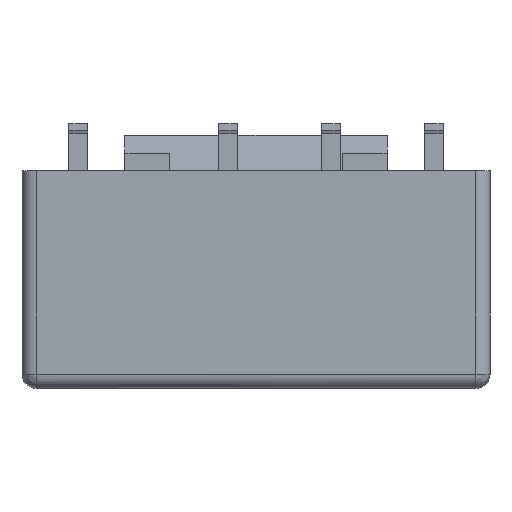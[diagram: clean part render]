
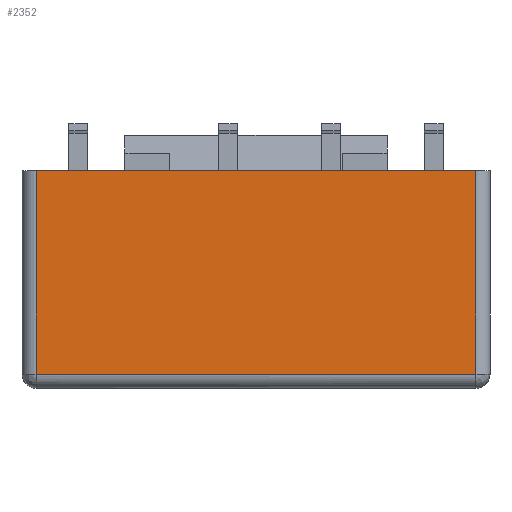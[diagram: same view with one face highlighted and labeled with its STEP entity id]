
A CAD part, front view. The second image highlights one B-rep face of the part: STEP entity #2352.
In plain terms, the highlighted planar face has unit normal (0, -1, 0).
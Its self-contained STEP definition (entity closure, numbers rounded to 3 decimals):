
#88 = LINE ( 'NONE', #3533, #1192 ) ;
#91 = CARTESIAN_POINT ( 'NONE',  ( -4.7, -3., -1. ) ) ;
#166 = DIRECTION ( 'NONE',  ( -1., 0., 0. ) ) ;
#172 = DIRECTION ( 'NONE',  ( 0., 0., 1. ) ) ;
#184 = ORIENTED_EDGE ( 'NONE', *, *, #2709, .T. ) ;
#221 = CARTESIAN_POINT ( 'NONE',  ( -5., -3., -1. ) ) ;
#385 = DIRECTION ( 'NONE',  ( 0., 0., -1. ) ) ;
#419 = EDGE_LOOP ( 'NONE', ( #925, #3348, #184, #2967 ) ) ;
#475 = DIRECTION ( 'NONE',  ( 0., 0., -1. ) ) ;
#639 = VECTOR ( 'NONE', #2895, 1000. ) ;
#862 = VECTOR ( 'NONE', #172, 1000. ) ;
#925 = ORIENTED_EDGE ( 'NONE', *, *, #1909, .F. ) ;
#1192 = VECTOR ( 'NONE', #166, 1000. ) ;
#1281 = CARTESIAN_POINT ( 'NONE',  ( 4.7, -3., -1. ) ) ;
#1494 = VERTEX_POINT ( 'NONE', #2777 ) ;
#1548 = CARTESIAN_POINT ( 'NONE',  ( -4.7, -3., -5.35 ) ) ;
#1639 = DIRECTION ( 'NONE',  ( 0., -1., 0. ) ) ;
#1647 = LINE ( 'NONE', #1281, #862 ) ;
#1864 = VECTOR ( 'NONE', #385, 1000. ) ;
#1909 = EDGE_CURVE ( 'NONE', #3314, #3209, #88, .T. ) ;
#2094 = CARTESIAN_POINT ( 'NONE',  ( -5., -3., -1. ) ) ;
#2352 = ADVANCED_FACE ( 'NONE', ( #2927 ), #3277, .T. ) ;
#2394 = CARTESIAN_POINT ( 'NONE',  ( -4.7, -3., -1. ) ) ;
#2447 = EDGE_CURVE ( 'NONE', #3094, #3209, #2634, .T. ) ;
#2544 = LINE ( 'NONE', #2094, #639 ) ;
#2618 = EDGE_CURVE ( 'NONE', #3314, #1494, #1647, .T. ) ;
#2634 = LINE ( 'NONE', #91, #1864 ) ;
#2709 = EDGE_CURVE ( 'NONE', #1494, #3094, #2544, .T. ) ;
#2777 = CARTESIAN_POINT ( 'NONE',  ( 4.7, -3., -1. ) ) ;
#2895 = DIRECTION ( 'NONE',  ( -1., 0., 0. ) ) ;
#2927 = FACE_OUTER_BOUND ( 'NONE', #419, .T. ) ;
#2967 = ORIENTED_EDGE ( 'NONE', *, *, #2447, .T. ) ;
#3094 = VERTEX_POINT ( 'NONE', #2394 ) ;
#3209 = VERTEX_POINT ( 'NONE', #1548 ) ;
#3277 = PLANE ( 'NONE',  #3461 ) ;
#3314 = VERTEX_POINT ( 'NONE', #3608 ) ;
#3348 = ORIENTED_EDGE ( 'NONE', *, *, #2618, .T. ) ;
#3461 = AXIS2_PLACEMENT_3D ( 'NONE', #221, #1639, #475 ) ;
#3533 = CARTESIAN_POINT ( 'NONE',  ( 18.036, -3., -5.35 ) ) ;
#3608 = CARTESIAN_POINT ( 'NONE',  ( 4.7, -3., -5.35 ) ) ;
